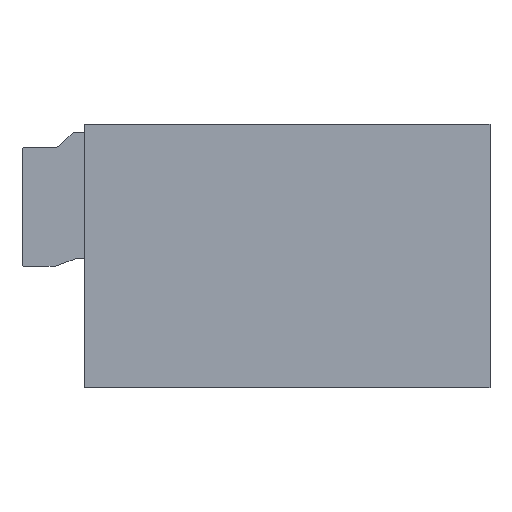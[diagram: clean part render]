
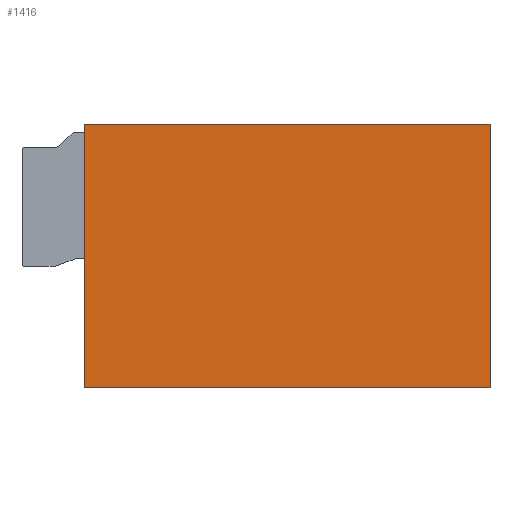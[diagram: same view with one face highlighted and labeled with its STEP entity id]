
A CAD part, front view. The second image highlights one B-rep face of the part: STEP entity #1416.
In plain terms, the highlighted planar face has unit normal (0, -1, 0).
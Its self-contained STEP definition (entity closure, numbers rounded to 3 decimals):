
#7 = CARTESIAN_POINT ( 'NONE',  ( -35.21, 0., 22.9 ) ) ;
#41 = LINE ( 'NONE', #1418, #1530 ) ;
#112 = VERTEX_POINT ( 'NONE', #507 ) ;
#118 = DIRECTION ( 'NONE',  ( 0., 1., 0. ) ) ;
#134 = EDGE_LOOP ( 'NONE', ( #790, #1730, #358, #1774 ) ) ;
#148 = LINE ( 'NONE', #1598, #1015 ) ;
#205 = DIRECTION ( 'NONE',  ( -1., 0., 0. ) ) ;
#358 = ORIENTED_EDGE ( 'NONE', *, *, #1479, .F. ) ;
#380 = VECTOR ( 'NONE', #1790, 1000. ) ;
#403 = LINE ( 'NONE', #1387, #380 ) ;
#429 = CARTESIAN_POINT ( 'NONE',  ( -35.21, 0., -22.9 ) ) ;
#434 = CARTESIAN_POINT ( 'NONE',  ( 35.21, 0., 22.9 ) ) ;
#486 = EDGE_CURVE ( 'NONE', #112, #1756, #148, .T. ) ;
#507 = CARTESIAN_POINT ( 'NONE',  ( 35.21, 0., -22.9 ) ) ;
#572 = DIRECTION ( 'NONE',  ( 0., 0., -1. ) ) ;
#738 = CARTESIAN_POINT ( 'NONE',  ( -35.21, 0., -22.9 ) ) ;
#790 = ORIENTED_EDGE ( 'NONE', *, *, #1381, .F. ) ;
#808 = DIRECTION ( 'NONE',  ( 0., 0., 1. ) ) ;
#814 = FACE_OUTER_BOUND ( 'NONE', #134, .T. ) ;
#944 = PLANE ( 'NONE',  #1011 ) ;
#1011 = AXIS2_PLACEMENT_3D ( 'NONE', #1517, #118, #808 ) ;
#1015 = VECTOR ( 'NONE', #205, 1000. ) ;
#1042 = VERTEX_POINT ( 'NONE', #434 ) ;
#1381 = EDGE_CURVE ( 'NONE', #1042, #112, #41, .T. ) ;
#1387 = CARTESIAN_POINT ( 'NONE',  ( -35.21, 0., 22.9 ) ) ;
#1414 = EDGE_CURVE ( 'NONE', #1503, #1042, #403, .T. ) ;
#1416 = ADVANCED_FACE ( 'NONE', ( #814 ), #944, .F. ) ;
#1418 = CARTESIAN_POINT ( 'NONE',  ( 35.21, 0., 22.9 ) ) ;
#1479 = EDGE_CURVE ( 'NONE', #1756, #1503, #1639, .T. ) ;
#1503 = VERTEX_POINT ( 'NONE', #7 ) ;
#1517 = CARTESIAN_POINT ( 'NONE',  ( 0., 0., 0. ) ) ;
#1530 = VECTOR ( 'NONE', #572, 1000. ) ;
#1573 = VECTOR ( 'NONE', #1685, 1000. ) ;
#1598 = CARTESIAN_POINT ( 'NONE',  ( 35.21, 0., -22.9 ) ) ;
#1639 = LINE ( 'NONE', #429, #1573 ) ;
#1685 = DIRECTION ( 'NONE',  ( 0., 0., 1. ) ) ;
#1730 = ORIENTED_EDGE ( 'NONE', *, *, #1414, .F. ) ;
#1756 = VERTEX_POINT ( 'NONE', #738 ) ;
#1774 = ORIENTED_EDGE ( 'NONE', *, *, #486, .F. ) ;
#1790 = DIRECTION ( 'NONE',  ( 1., 0., 0. ) ) ;
